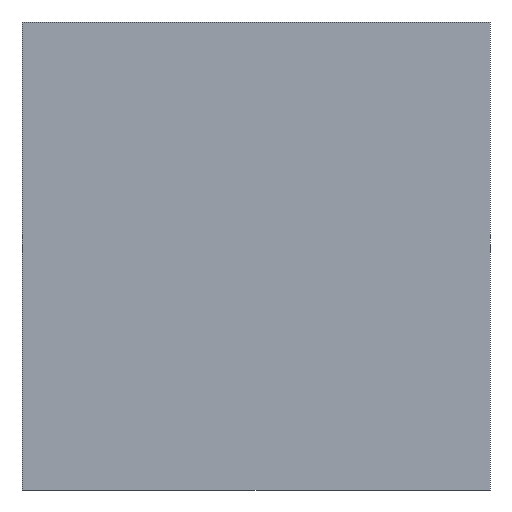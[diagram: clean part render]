
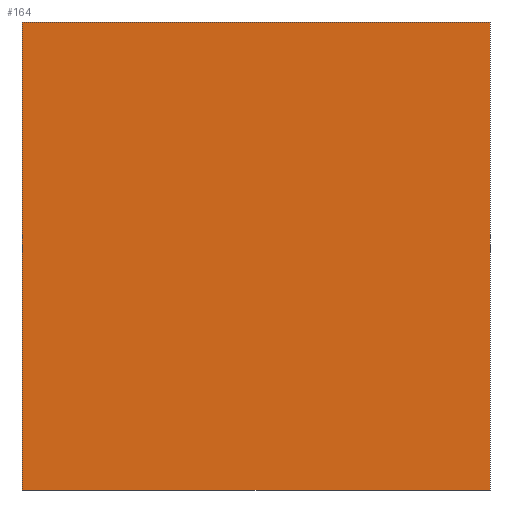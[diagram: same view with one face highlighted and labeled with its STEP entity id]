
A CAD part, left-side view. The second image highlights one B-rep face of the part: STEP entity #164.
In plain terms, the highlighted planar face has unit normal (-1, 0, 0).
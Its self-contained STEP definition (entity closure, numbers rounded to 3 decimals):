
#2 = LINE ( 'NONE', #37, #69 ) ;
#3 = AXIS2_PLACEMENT_3D ( 'NONE', #155, #238, #158 ) ;
#4 = ORIENTED_EDGE ( 'NONE', *, *, #98, .T. ) ;
#11 = CARTESIAN_POINT ( 'NONE',  ( 284.707, 79.358, 25. ) ) ;
#27 = VERTEX_POINT ( 'NONE', #104 ) ;
#30 = VERTEX_POINT ( 'NONE', #11 ) ;
#31 = VERTEX_POINT ( 'NONE', #71 ) ;
#37 = CARTESIAN_POINT ( 'NONE',  ( 284.707, 54.358, 25. ) ) ;
#40 = CARTESIAN_POINT ( 'NONE',  ( 284.707, 66.858, 0. ) ) ;
#56 = EDGE_CURVE ( 'NONE', #31, #27, #2, .T. ) ;
#57 = DIRECTION ( 'NONE',  ( 0., 0., -1. ) ) ;
#58 = LINE ( 'NONE', #40, #159 ) ;
#69 = VECTOR ( 'NONE', #57, 1000. ) ;
#71 = CARTESIAN_POINT ( 'NONE',  ( 284.707, 54.358, 25. ) ) ;
#77 = DIRECTION ( 'NONE',  ( 0., -1., 0. ) ) ;
#83 = DIRECTION ( 'NONE',  ( 0., 0., -1. ) ) ;
#86 = EDGE_CURVE ( 'NONE', #30, #31, #149, .T. ) ;
#87 = FACE_OUTER_BOUND ( 'NONE', #202, .T. ) ;
#98 = EDGE_CURVE ( 'NONE', #156, #27, #58, .T. ) ;
#104 = CARTESIAN_POINT ( 'NONE',  ( 284.707, 54.358, 0. ) ) ;
#109 = ORIENTED_EDGE ( 'NONE', *, *, #86, .F. ) ;
#110 = PLANE ( 'NONE',  #3 ) ;
#121 = VECTOR ( 'NONE', #83, 1000. ) ;
#124 = VECTOR ( 'NONE', #215, 1000. ) ;
#139 = LINE ( 'NONE', #220, #121 ) ;
#149 = LINE ( 'NONE', #188, #124 ) ;
#155 = CARTESIAN_POINT ( 'NONE',  ( 284.707, 66.858, 25. ) ) ;
#156 = VERTEX_POINT ( 'NONE', #193 ) ;
#158 = DIRECTION ( 'NONE',  ( 0., 0., -1. ) ) ;
#159 = VECTOR ( 'NONE', #77, 1000. ) ;
#161 = ORIENTED_EDGE ( 'NONE', *, *, #223, .T. ) ;
#164 = ADVANCED_FACE ( 'NONE', ( #87 ), #110, .F. ) ;
#188 = CARTESIAN_POINT ( 'NONE',  ( 284.707, 54.358, 25. ) ) ;
#193 = CARTESIAN_POINT ( 'NONE',  ( 284.707, 79.358, 0. ) ) ;
#202 = EDGE_LOOP ( 'NONE', ( #4, #218, #109, #161 ) ) ;
#215 = DIRECTION ( 'NONE',  ( 0., -1., 0. ) ) ;
#218 = ORIENTED_EDGE ( 'NONE', *, *, #56, .F. ) ;
#220 = CARTESIAN_POINT ( 'NONE',  ( 284.707, 79.358, 25. ) ) ;
#223 = EDGE_CURVE ( 'NONE', #30, #156, #139, .T. ) ;
#238 = DIRECTION ( 'NONE',  ( 1., 0., 0. ) ) ;
